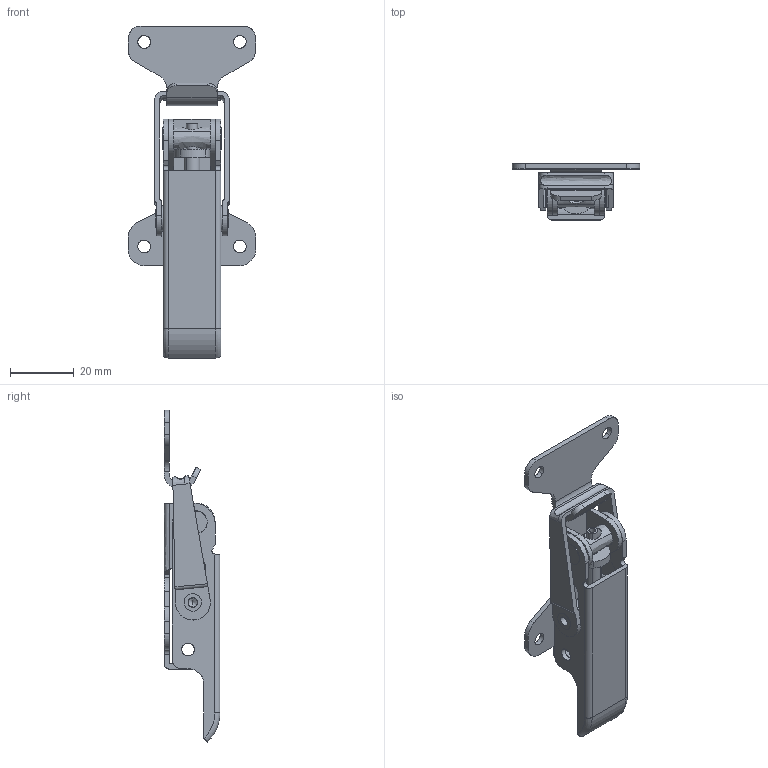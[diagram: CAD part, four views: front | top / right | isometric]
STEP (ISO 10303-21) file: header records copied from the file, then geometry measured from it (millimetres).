
FILE_DESCRIPTION((''),'2;1');
FILE_NAME('','2006-01-16T15:52:34',(''),(''),'','CADfix','');
FILE_SCHEMA(('AUTOMOTIVE_DESIGN'));
Length unit declared in the file: millimetre
Products named in the file (9): washer; shaft_B; shaft_A; screw_shaft; lever; keeper; base; arm; TL_253_1_31286_36
Assembly tree (8 placements, depth 2):
  TL_253_1_31286_36
    washer
    shaft_B
    shaft_A
    screw_shaft
    lever
    keeper
    base
    arm
Bounding box: 40 x 17.51 x 104.2 mm (x, y, z)
Volume: 10866.5 mm3; surface area: 14896.5 mm2
Topology: 8 solids, 8 shells, 223 faces, 834 edges, 626 vertices
Faces by surface type: bspline 223
Entity records: 12289 total; most frequent: CARTESIAN_POINT 7252, ORIENTED_EDGE 1656, EDGE_CURVE 828, VERTEX_POINT 626, B_SPLINE_CURVE_WITH_KNOTS 493, QUASI_UNIFORM_CURVE 333, EDGE_LOOP 268, FACE_OUTER_BOUND 223
